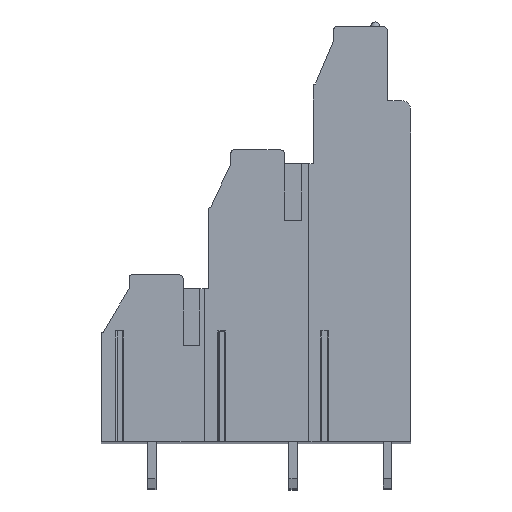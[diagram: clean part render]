
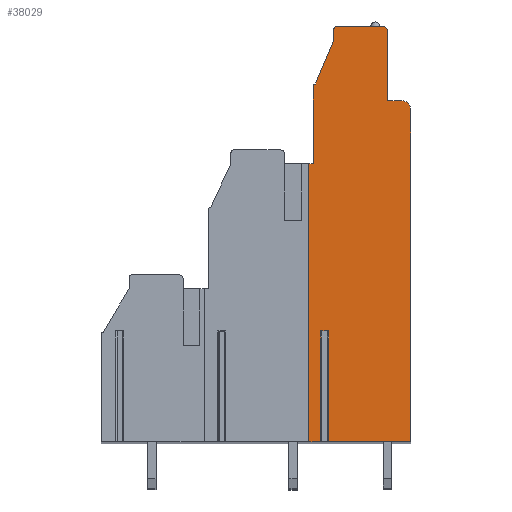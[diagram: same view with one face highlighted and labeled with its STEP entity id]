
A CAD part, top view. The second image highlights one B-rep face of the part: STEP entity #38029.
In plain terms, the highlighted planar face has unit normal (0, 0, 1).
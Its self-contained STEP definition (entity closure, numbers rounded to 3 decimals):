
#1366=DIRECTION('',(1.,0.,0.));
#1367=VECTOR('',#1366,0.856);
#1368=CARTESIAN_POINT('',(0.772,-18.05,119.38));
#1369=LINE('',#1368,#1367);
#1370=DIRECTION('',(0.,-1.,0.));
#1371=VECTOR('',#1370,11.95);
#1372=CARTESIAN_POINT('',(0.772,-18.05,119.38));
#1373=LINE('',#1372,#1371);
#1374=DIRECTION('',(1.,0.,0.));
#1375=VECTOR('',#1374,1.272);
#1376=CARTESIAN_POINT('',(-0.5,-30.,119.38));
#1377=LINE('',#1376,#1375);
#1378=DIRECTION('',(0.,1.,0.));
#1379=VECTOR('',#1378,30.);
#1380=CARTESIAN_POINT('',(-0.5,-30.,119.38));
#1381=LINE('',#1380,#1379);
#1382=DIRECTION('',(-1.,0.,0.));
#1383=VECTOR('',#1382,0.5);
#1384=CARTESIAN_POINT('',(0.,0.,119.38));
#1385=LINE('',#1384,#1383);
#1386=DIRECTION('',(0.,-1.,0.));
#1387=VECTOR('',#1386,8.4);
#1388=CARTESIAN_POINT('',(0.,8.4,119.38));
#1389=LINE('',#1388,#1387);
#1390=CARTESIAN_POINT('',(0.2,8.4,119.38));
#1391=DIRECTION('',(0.,0.,1.));
#1392=DIRECTION('',(0.,1.,0.));
#1393=AXIS2_PLACEMENT_3D('',#1390,#1391,#1392);
#1395=DIRECTION('',(-0.392,-0.92,0.));
#1396=VECTOR('',#1395,5.108);
#1397=CARTESIAN_POINT('',(2.2,13.3,119.38));
#1398=LINE('',#1397,#1396);
#1399=DIRECTION('',(0.,-1.,0.));
#1400=VECTOR('',#1399,1.2);
#1401=CARTESIAN_POINT('',(2.2,14.5,119.38));
#1402=LINE('',#1401,#1400);
#1403=CARTESIAN_POINT('',(2.5,14.5,119.38));
#1404=DIRECTION('',(0.,0.,1.));
#1405=DIRECTION('',(0.,1.,0.));
#1406=AXIS2_PLACEMENT_3D('',#1403,#1404,#1405);
#1408=DIRECTION('',(-1.,0.,0.));
#1409=VECTOR('',#1408,5.);
#1410=CARTESIAN_POINT('',(7.5,14.8,119.38));
#1411=LINE('',#1410,#1409);
#1412=CARTESIAN_POINT('',(7.5,14.3,119.38));
#1413=DIRECTION('',(0.,0.,1.));
#1414=DIRECTION('',(1.,0.,0.));
#1415=AXIS2_PLACEMENT_3D('',#1412,#1413,#1414);
#1417=DIRECTION('',(0.,1.,0.));
#1418=VECTOR('',#1417,7.5);
#1419=CARTESIAN_POINT('',(8.,6.8,119.38));
#1420=LINE('',#1419,#1418);
#1421=DIRECTION('',(-1.,0.,0.));
#1422=VECTOR('',#1421,1.5);
#1423=CARTESIAN_POINT('',(9.5,6.8,119.38));
#1424=LINE('',#1423,#1422);
#1425=CARTESIAN_POINT('',(9.5,5.8,119.38));
#1426=DIRECTION('',(0.,0.,1.));
#1427=DIRECTION('',(1.,0.,0.));
#1428=AXIS2_PLACEMENT_3D('',#1425,#1426,#1427);
#1430=DIRECTION('',(0.,1.,0.));
#1431=VECTOR('',#1430,35.8);
#1432=CARTESIAN_POINT('',(10.5,-30.,119.38));
#1433=LINE('',#1432,#1431);
#1434=DIRECTION('',(1.,0.,0.));
#1435=VECTOR('',#1434,8.872);
#1436=CARTESIAN_POINT('',(1.628,-30.,119.38));
#1437=LINE('',#1436,#1435);
#1438=DIRECTION('',(0.,-1.,0.));
#1439=VECTOR('',#1438,11.95);
#1440=CARTESIAN_POINT('',(1.628,-18.05,119.38));
#1441=LINE('',#1440,#1439);
#28584=CARTESIAN_POINT('',(10.5,-30.,119.38));
#28585=CARTESIAN_POINT('',(10.5,5.8,119.38));
#28586=VERTEX_POINT('',#28584);
#28587=VERTEX_POINT('',#28585);
#28588=CARTESIAN_POINT('',(9.5,6.8,119.38));
#28589=VERTEX_POINT('',#28588);
#28590=CARTESIAN_POINT('',(8.,6.8,119.38));
#28591=VERTEX_POINT('',#28590);
#28592=CARTESIAN_POINT('',(8.,14.3,119.38));
#28593=VERTEX_POINT('',#28592);
#28594=CARTESIAN_POINT('',(7.5,14.8,119.38));
#28595=VERTEX_POINT('',#28594);
#28596=CARTESIAN_POINT('',(2.5,14.8,119.38));
#28597=VERTEX_POINT('',#28596);
#28598=CARTESIAN_POINT('',(2.2,14.5,119.38));
#28599=VERTEX_POINT('',#28598);
#28600=CARTESIAN_POINT('',(2.2,13.3,119.38));
#28601=VERTEX_POINT('',#28600);
#28602=CARTESIAN_POINT('',(0.2,8.6,119.38));
#28603=VERTEX_POINT('',#28602);
#28604=CARTESIAN_POINT('',(0.,8.4,119.38));
#28605=VERTEX_POINT('',#28604);
#28606=CARTESIAN_POINT('',(0.,0.,119.38));
#28607=VERTEX_POINT('',#28606);
#28632=CARTESIAN_POINT('',(-0.5,-30.,119.38));
#28633=CARTESIAN_POINT('',(-0.5,0.,119.38));
#28634=VERTEX_POINT('',#28632);
#28635=VERTEX_POINT('',#28633);
#28692=CARTESIAN_POINT('',(0.772,-18.05,119.38));
#28693=CARTESIAN_POINT('',(1.628,-18.05,119.38));
#28694=VERTEX_POINT('',#28692);
#28695=VERTEX_POINT('',#28693);
#28700=CARTESIAN_POINT('',(0.772,-30.,119.38));
#28701=VERTEX_POINT('',#28700);
#28702=CARTESIAN_POINT('',(1.628,-30.,119.38));
#28703=VERTEX_POINT('',#28702);
#37988=CARTESIAN_POINT('',(0.,0.,119.38));
#37989=DIRECTION('',(0.,0.,1.));
#37990=DIRECTION('',(1.,0.,0.));
#37991=AXIS2_PLACEMENT_3D('',#37988,#37989,#37990);
#37992=PLANE('',#37991);
#37994=ORIENTED_EDGE('',*,*,#37993,.F.);
#37996=ORIENTED_EDGE('',*,*,#37995,.T.);
#37997=ORIENTED_EDGE('',*,*,#37193,.F.);
#37999=ORIENTED_EDGE('',*,*,#37998,.T.);
#38001=ORIENTED_EDGE('',*,*,#38000,.F.);
#38003=ORIENTED_EDGE('',*,*,#38002,.F.);
#38005=ORIENTED_EDGE('',*,*,#38004,.F.);
#38007=ORIENTED_EDGE('',*,*,#38006,.F.);
#38009=ORIENTED_EDGE('',*,*,#38008,.F.);
#38011=ORIENTED_EDGE('',*,*,#38010,.F.);
#38013=ORIENTED_EDGE('',*,*,#38012,.F.);
#38015=ORIENTED_EDGE('',*,*,#38014,.F.);
#38017=ORIENTED_EDGE('',*,*,#38016,.F.);
#38019=ORIENTED_EDGE('',*,*,#38018,.F.);
#38021=ORIENTED_EDGE('',*,*,#38020,.F.);
#38023=ORIENTED_EDGE('',*,*,#38022,.F.);
#38024=ORIENTED_EDGE('',*,*,#37209,.F.);
#38026=ORIENTED_EDGE('',*,*,#38025,.F.);
#38027=EDGE_LOOP('',(#37994,#37996,#37997,#37999,#38001,#38003,#38005,#38007,
#38009,#38011,#38013,#38015,#38017,#38019,#38021,#38023,#38024,#38026));
#38028=FACE_OUTER_BOUND('',#38027,.F.);
#38029=ADVANCED_FACE('',(#38028),#37992,.T.);
#1394=CIRCLE('',#1393,0.2);
#1407=CIRCLE('',#1406,0.3);
#1416=CIRCLE('',#1415,0.5);
#1429=CIRCLE('',#1428,1.);
#37193=EDGE_CURVE('',#28634,#28701,#1377,.T.);
#37209=EDGE_CURVE('',#28703,#28586,#1437,.T.);
#37993=EDGE_CURVE('',#28694,#28695,#1369,.T.);
#37995=EDGE_CURVE('',#28694,#28701,#1373,.T.);
#37998=EDGE_CURVE('',#28634,#28635,#1381,.T.);
#38000=EDGE_CURVE('',#28607,#28635,#1385,.T.);
#38002=EDGE_CURVE('',#28605,#28607,#1389,.T.);
#38004=EDGE_CURVE('',#28603,#28605,#1394,.T.);
#38006=EDGE_CURVE('',#28601,#28603,#1398,.T.);
#38008=EDGE_CURVE('',#28599,#28601,#1402,.T.);
#38010=EDGE_CURVE('',#28597,#28599,#1407,.T.);
#38012=EDGE_CURVE('',#28595,#28597,#1411,.T.);
#38014=EDGE_CURVE('',#28593,#28595,#1416,.T.);
#38016=EDGE_CURVE('',#28591,#28593,#1420,.T.);
#38018=EDGE_CURVE('',#28589,#28591,#1424,.T.);
#38020=EDGE_CURVE('',#28587,#28589,#1429,.T.);
#38022=EDGE_CURVE('',#28586,#28587,#1433,.T.);
#38025=EDGE_CURVE('',#28695,#28703,#1441,.T.);
